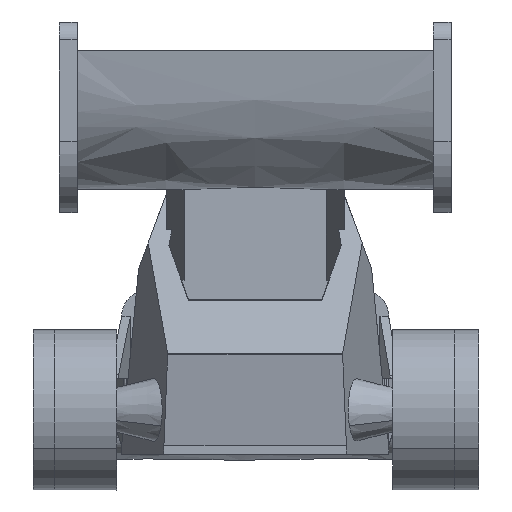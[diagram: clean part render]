
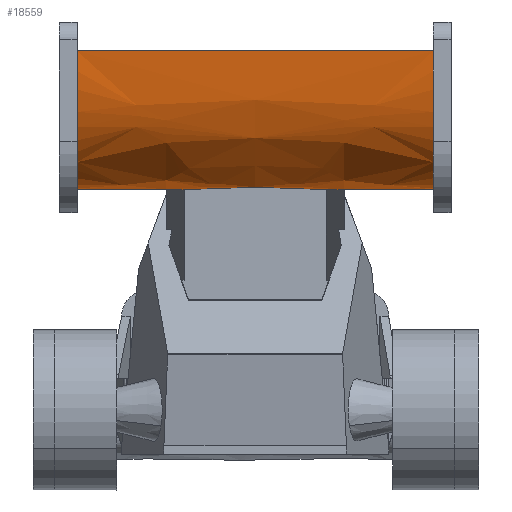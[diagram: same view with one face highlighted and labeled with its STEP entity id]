
A CAD part, front view. The second image highlights one B-rep face of the part: STEP entity #18559.
In plain terms, the highlighted face is a extrusion surface.
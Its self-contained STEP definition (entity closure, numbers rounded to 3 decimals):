
#17901=CARTESIAN_POINT('Vertex',(16.35,-54.973,29.757)) ;
#17907=CARTESIAN_POINT('Control Point',(16.35,-50.023,30.281)) ;
#17908=CARTESIAN_POINT('Control Point',(16.35,-51.034,30.093)) ;
#17909=CARTESIAN_POINT('Control Point',(16.35,-52.037,29.943)) ;
#17910=CARTESIAN_POINT('Control Point',(16.35,-53.03,29.833)) ;
#17911=CARTESIAN_POINT('Control Point',(16.35,-54.01,29.77)) ;
#17912=CARTESIAN_POINT('Control Point',(16.35,-54.973,29.757)) ;
#17913=CARTESIAN_POINT('Vertex',(16.35,-50.023,30.281)) ;
#18016=CARTESIAN_POINT('Vertex',(18.35,-54.973,29.757)) ;
#18021=CARTESIAN_POINT('Line Origine',(17.35,-54.973,29.757)) ;
#18092=CARTESIAN_POINT('Vertex',(18.35,-50.023,30.281)) ;
#18096=CARTESIAN_POINT('Control Point',(18.35,-50.023,30.281)) ;
#18097=CARTESIAN_POINT('Control Point',(18.35,-51.034,30.093)) ;
#18098=CARTESIAN_POINT('Control Point',(18.35,-52.037,29.943)) ;
#18099=CARTESIAN_POINT('Control Point',(18.35,-53.03,29.833)) ;
#18100=CARTESIAN_POINT('Control Point',(18.35,-54.01,29.77)) ;
#18101=CARTESIAN_POINT('Control Point',(18.35,-54.973,29.757)) ;
#18290=CARTESIAN_POINT('Vertex',(28.35,-69.07,45.327)) ;
#18294=CARTESIAN_POINT('Control Point',(28.35,-50.023,30.281)) ;
#18295=CARTESIAN_POINT('Control Point',(28.35,-53.711,29.596)) ;
#18296=CARTESIAN_POINT('Control Point',(28.35,-56.954,29.468)) ;
#18297=CARTESIAN_POINT('Control Point',(28.35,-59.751,29.898)) ;
#18298=CARTESIAN_POINT('Control Point',(28.35,-64.405,31.85)) ;
#18299=CARTESIAN_POINT('Control Point',(28.35,-67.315,35.984)) ;
#18300=CARTESIAN_POINT('Control Point',(28.35,-68.327,38.564)) ;
#18301=CARTESIAN_POINT('Control Point',(28.35,-68.912,41.678)) ;
#18302=CARTESIAN_POINT('Control Point',(28.35,-69.07,45.327)) ;
#18303=CARTESIAN_POINT('Vertex',(28.35,-50.023,30.281)) ;
#18416=CARTESIAN_POINT('Line Origine',(8.35,-50.023,30.281)) ;
#18420=CARTESIAN_POINT('Vertex',(0.35,-50.023,30.281)) ;
#18445=CARTESIAN_POINT('Vertex',(-1.65,-50.023,30.281)) ;
#18448=CARTESIAN_POINT('Line Origine',(8.35,-50.023,30.281)) ;
#18452=CARTESIAN_POINT('Vertex',(-11.65,-50.023,30.281)) ;
#18473=CARTESIAN_POINT('Line Origine',(8.35,-50.023,30.281)) ;
#18494=CARTESIAN_POINT('Control Point',(8.35,-50.023,30.281)) ;
#18495=CARTESIAN_POINT('Control Point',(8.35,-53.711,29.596)) ;
#18496=CARTESIAN_POINT('Control Point',(8.35,-56.954,29.468)) ;
#18497=CARTESIAN_POINT('Control Point',(8.35,-59.751,29.898)) ;
#18498=CARTESIAN_POINT('Control Point',(8.35,-64.405,31.85)) ;
#18499=CARTESIAN_POINT('Control Point',(8.35,-67.315,35.984)) ;
#18500=CARTESIAN_POINT('Control Point',(8.35,-68.327,38.564)) ;
#18501=CARTESIAN_POINT('Control Point',(8.35,-68.912,41.678)) ;
#18502=CARTESIAN_POINT('Control Point',(8.35,-69.07,45.327)) ;
#18506=CARTESIAN_POINT('Line Origine',(8.35,-69.07,45.327)) ;
#18510=CARTESIAN_POINT('Vertex',(-11.65,-69.07,45.327)) ;
#18514=CARTESIAN_POINT('Control Point',(-11.65,-50.023,30.281)) ;
#18515=CARTESIAN_POINT('Control Point',(-11.65,-53.711,29.596)) ;
#18516=CARTESIAN_POINT('Control Point',(-11.65,-56.954,29.468)) ;
#18517=CARTESIAN_POINT('Control Point',(-11.65,-59.751,29.898)) ;
#18518=CARTESIAN_POINT('Control Point',(-11.65,-64.405,31.85)) ;
#18519=CARTESIAN_POINT('Control Point',(-11.65,-67.315,35.984)) ;
#18520=CARTESIAN_POINT('Control Point',(-11.65,-68.327,38.564)) ;
#18521=CARTESIAN_POINT('Control Point',(-11.65,-68.912,41.678)) ;
#18522=CARTESIAN_POINT('Control Point',(-11.65,-69.07,45.327)) ;
#18525=CARTESIAN_POINT('Control Point',(-1.65,-50.023,30.281)) ;
#18526=CARTESIAN_POINT('Control Point',(-1.65,-51.708,29.968)) ;
#18527=CARTESIAN_POINT('Control Point',(-1.65,-53.369,29.778)) ;
#18528=CARTESIAN_POINT('Control Point',(-1.65,-54.973,29.757)) ;
#18529=CARTESIAN_POINT('Vertex',(-1.65,-54.973,29.757)) ;
#18532=CARTESIAN_POINT('Line Origine',(8.35,-54.973,29.757)) ;
#18536=CARTESIAN_POINT('Vertex',(0.35,-54.973,29.757)) ;
#18540=CARTESIAN_POINT('Control Point',(0.35,-50.023,30.281)) ;
#18541=CARTESIAN_POINT('Control Point',(0.35,-51.708,29.968)) ;
#18542=CARTESIAN_POINT('Control Point',(0.35,-53.369,29.778)) ;
#18543=CARTESIAN_POINT('Control Point',(0.35,-54.973,29.757)) ;
#18022=DIRECTION('Vector Direction',(1.,0.,0.)) ;
#18417=DIRECTION('Vector Direction',(1.,0.,0.)) ;
#18449=DIRECTION('Vector Direction',(1.,0.,0.)) ;
#18474=DIRECTION('Vector Direction',(1.,0.,0.)) ;
#18503=DIRECTION('Vector Direction',(1.,0.,0.)) ;
#18507=DIRECTION('Vector Direction',(1.,0.,0.)) ;
#18533=DIRECTION('Vector Direction',(1.,0.,0.)) ;
#18546=ORIENTED_EDGE('',*,*,#17915,.T.) ;
#18547=ORIENTED_EDGE('',*,*,#18025,.T.) ;
#18548=ORIENTED_EDGE('',*,*,#18102,.F.) ;
#18549=ORIENTED_EDGE('',*,*,#18477,.T.) ;
#18550=ORIENTED_EDGE('',*,*,#18305,.F.) ;
#18551=ORIENTED_EDGE('',*,*,#18512,.F.) ;
#18552=ORIENTED_EDGE('',*,*,#18523,.T.) ;
#18553=ORIENTED_EDGE('',*,*,#18454,.T.) ;
#18554=ORIENTED_EDGE('',*,*,#18531,.T.) ;
#18555=ORIENTED_EDGE('',*,*,#18538,.T.) ;
#18556=ORIENTED_EDGE('',*,*,#18544,.F.) ;
#18557=ORIENTED_EDGE('',*,*,#18422,.T.) ;
#18023=VECTOR('Line Direction',#18022,1.) ;
#18418=VECTOR('Line Direction',#18417,1.) ;
#18450=VECTOR('Line Direction',#18449,1.) ;
#18475=VECTOR('Line Direction',#18474,1.) ;
#18504=VECTOR('Extrusion Surface Vector',#18503,1.) ;
#18508=VECTOR('Line Direction',#18507,1.) ;
#18534=VECTOR('Line Direction',#18533,1.) ;
#18559=ADVANCED_FACE('Corps principal',(#18558),#18505,.F.) ;
#17906=B_SPLINE_CURVE_WITH_KNOTS('',5,(#17907,#17908,#17909,#17910,#17911,#17912),.UNSPECIFIED.,.F.,.U.,(6,6),(0.,6.439),.UNSPECIFIED.) ;
#18095=B_SPLINE_CURVE_WITH_KNOTS('',5,(#18096,#18097,#18098,#18099,#18100,#18101),.UNSPECIFIED.,.F.,.U.,(6,6),(0.,6.439),.UNSPECIFIED.) ;
#18293=B_SPLINE_CURVE_WITH_KNOTS('',5,(#18294,#18295,#18296,#18297,#18298,#18299,#18300,#18301,#18302),.UNSPECIFIED.,.F.,.U.,(6,3,6),(0.,14.149,28.006),.UNSPECIFIED.) ;
#18493=B_SPLINE_CURVE_WITH_KNOTS('',5,(#18494,#18495,#18496,#18497,#18498,#18499,#18500,#18501,#18502),.UNSPECIFIED.,.F.,.U.,(6,3,6),(0.,14.149,28.006),.UNSPECIFIED.) ;
#18513=B_SPLINE_CURVE_WITH_KNOTS('',5,(#18514,#18515,#18516,#18517,#18518,#18519,#18520,#18521,#18522),.UNSPECIFIED.,.F.,.U.,(6,3,6),(0.,14.149,28.006),.UNSPECIFIED.) ;
#18524=B_SPLINE_CURVE_WITH_KNOTS('',3,(#18525,#18526,#18527,#18528),.UNSPECIFIED.,.F.,.U.,(4,4),(0.,6.439),.UNSPECIFIED.) ;
#18539=B_SPLINE_CURVE_WITH_KNOTS('',3,(#18540,#18541,#18542,#18543),.UNSPECIFIED.,.F.,.U.,(4,4),(0.,6.439),.UNSPECIFIED.) ;
#17915=EDGE_CURVE('',#17914,#17902,#17906,.T.) ;
#18025=EDGE_CURVE('',#17902,#18017,#18024,.T.) ;
#18102=EDGE_CURVE('',#18093,#18017,#18095,.T.) ;
#18305=EDGE_CURVE('',#18291,#18304,#18293,.F.) ;
#18422=EDGE_CURVE('',#18421,#17914,#18419,.T.) ;
#18454=EDGE_CURVE('',#18453,#18446,#18451,.T.) ;
#18477=EDGE_CURVE('',#18093,#18304,#18476,.T.) ;
#18512=EDGE_CURVE('',#18511,#18291,#18509,.T.) ;
#18523=EDGE_CURVE('',#18511,#18453,#18513,.F.) ;
#18531=EDGE_CURVE('',#18446,#18530,#18524,.T.) ;
#18538=EDGE_CURVE('',#18530,#18537,#18535,.T.) ;
#18544=EDGE_CURVE('',#18421,#18537,#18539,.T.) ;
#18545=EDGE_LOOP('',(#18546,#18547,#18548,#18549,#18550,#18551,#18552,#18553,#18554,#18555,#18556,#18557)) ;
#18558=FACE_OUTER_BOUND('',#18545,.T.) ;
#18024=LINE('Line',#18021,#18023) ;
#18419=LINE('Line',#18416,#18418) ;
#18451=LINE('Line',#18448,#18450) ;
#18476=LINE('Line',#18473,#18475) ;
#18509=LINE('Line',#18506,#18508) ;
#18535=LINE('Line',#18532,#18534) ;
#18505=SURFACE_OF_LINEAR_EXTRUSION('generated tabulated cylinder',#18493,#18504) ;
#17902=VERTEX_POINT('',#17901) ;
#17914=VERTEX_POINT('',#17913) ;
#18017=VERTEX_POINT('',#18016) ;
#18093=VERTEX_POINT('',#18092) ;
#18291=VERTEX_POINT('',#18290) ;
#18304=VERTEX_POINT('',#18303) ;
#18421=VERTEX_POINT('',#18420) ;
#18446=VERTEX_POINT('',#18445) ;
#18453=VERTEX_POINT('',#18452) ;
#18511=VERTEX_POINT('',#18510) ;
#18530=VERTEX_POINT('',#18529) ;
#18537=VERTEX_POINT('',#18536) ;
